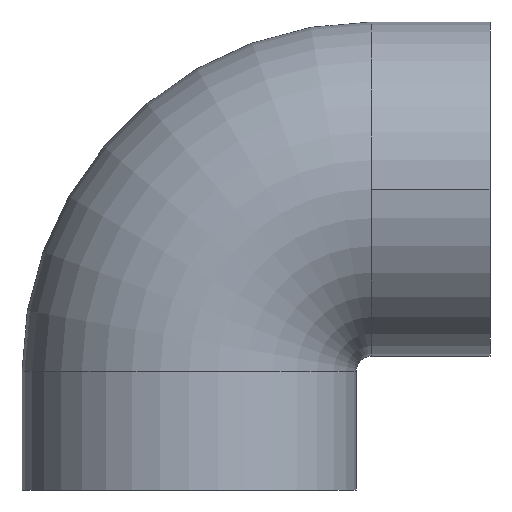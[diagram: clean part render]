
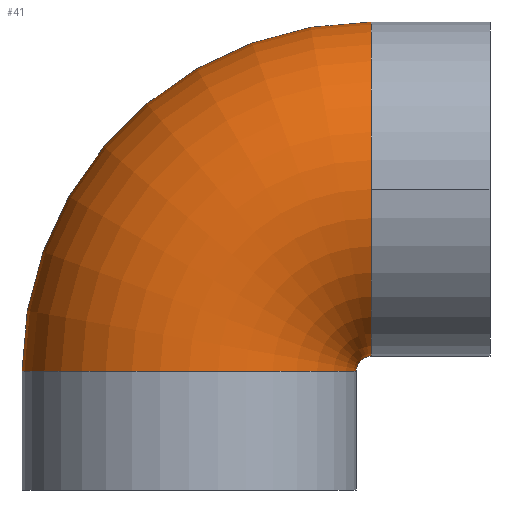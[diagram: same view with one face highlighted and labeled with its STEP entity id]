
A CAD part, front view. The second image highlights one B-rep face of the part: STEP entity #41.
In plain terms, the highlighted toroidal (fillet/blend) face has major radius 60 mm and minor radius 55 mm.
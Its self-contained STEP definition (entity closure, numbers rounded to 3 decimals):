
#41=ADVANCED_FACE('',(#91),#92,.T.);
#91=FACE_OUTER_BOUND('',#149,.T.);
#92=TOROIDAL_SURFACE('',#150,60.0,55.0);
#149=EDGE_LOOP('',(#201,#202,#203,#204,#205));
#150=AXIS2_PLACEMENT_3D('',#206,#207,#208);
#201=ORIENTED_EDGE('',*,*,#344,.F.);
#202=ORIENTED_EDGE('',*,*,#345,.T.);
#203=ORIENTED_EDGE('',*,*,#346,.F.);
#204=ORIENTED_EDGE('',*,*,#347,.T.);
#205=ORIENTED_EDGE('',*,*,#348,.T.);
#206=CARTESIAN_POINT('',(60.0,0.,39.0));
#207=DIRECTION('',(-0.0,1.0,0.0));
#208=DIRECTION('',(1.0,0.0,0.0));
#344=EDGE_CURVE('',#400,#401,#402,.T.);
#345=EDGE_CURVE('',#400,#403,#404,.T.);
#346=EDGE_CURVE('',#405,#403,#406,.T.);
#347=EDGE_CURVE('',#405,#407,#408,.T.);
#348=EDGE_CURVE('',#407,#401,#409,.T.);
#400=VERTEX_POINT('',#481);
#401=VERTEX_POINT('',#482);
#402=CIRCLE('',#483,115.0);
#403=VERTEX_POINT('',#484);
#404=CIRCLE('',#485,55.0);
#405=VERTEX_POINT('',#486);
#406=CIRCLE('',#487,5.0);
#407=VERTEX_POINT('',#488);
#408=CIRCLE('',#489,55.0);
#409=CIRCLE('',#490,55.0);
#481=CARTESIAN_POINT('',(-55.0,0.,39.0));
#482=CARTESIAN_POINT('',(60.0,0.,154.0));
#483=AXIS2_PLACEMENT_3D('',#1117,#1118,#1119);
#484=CARTESIAN_POINT('',(55.0,0.0,39.0));
#485=AXIS2_PLACEMENT_3D('',#1120,#1121,#1122);
#486=CARTESIAN_POINT('',(60.0,0.,44.0));
#487=AXIS2_PLACEMENT_3D('',#1123,#1124,#1125);
#488=CARTESIAN_POINT('',(60.0,-55.0,99.0));
#489=AXIS2_PLACEMENT_3D('',#1126,#1127,#1128);
#490=AXIS2_PLACEMENT_3D('',#1129,#1130,#1131);
#1117=CARTESIAN_POINT('',(60.0,0.,39.0));
#1118=DIRECTION('',(0.0,1.0,0.0));
#1119=DIRECTION('',(0.0,0.0,1.0));
#1120=CARTESIAN_POINT('',(0.0,0.,39.0));
#1121=DIRECTION('',(0.0,-0.0,1.0));
#1122=DIRECTION('',(1.0,0.,0.0));
#1123=CARTESIAN_POINT('',(60.0,0.,39.0));
#1124=DIRECTION('',(0.0,-1.0,0.0));
#1125=DIRECTION('',(0.0,0.0,1.0));
#1126=CARTESIAN_POINT('',(60.0,0.,99.0));
#1127=DIRECTION('',(-1.0,0.,0.));
#1128=DIRECTION('',(0.,0.,-1.0));
#1129=CARTESIAN_POINT('',(60.0,0.,99.0));
#1130=DIRECTION('',(-1.0,0.,0.));
#1131=DIRECTION('',(0.,0.,-1.0));
